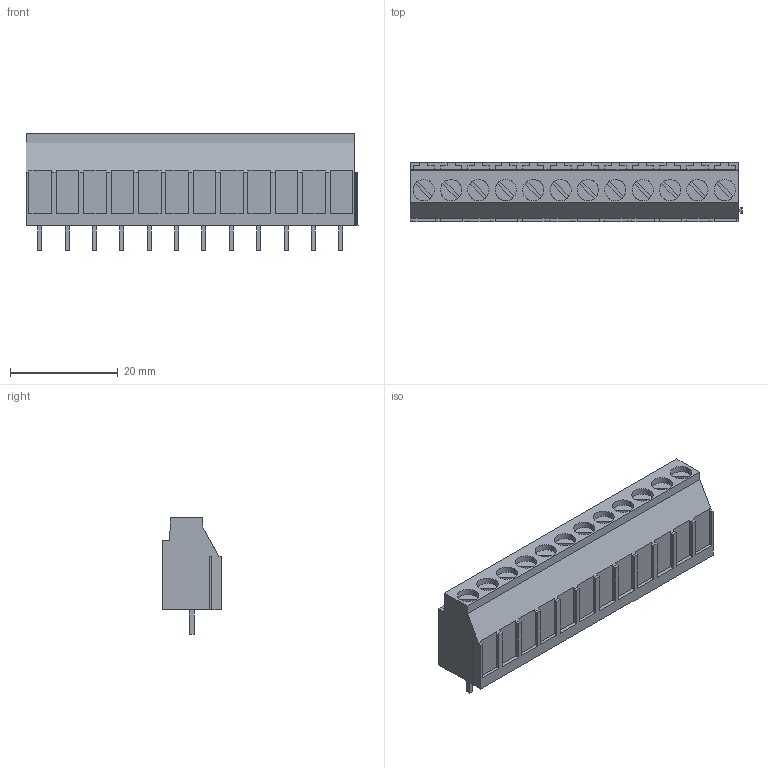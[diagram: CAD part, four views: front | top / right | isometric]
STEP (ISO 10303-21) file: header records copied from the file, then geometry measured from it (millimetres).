
FILE_DESCRIPTION(('CATIA V5 STEP Exchange','CAx-IF Rec.Pracs.--- Model Styling and Organization---1.4--- 2014-01-23'),'2;1');
FILE_NAME ('348642-1_0_2567230000_2567230000.stp','2021-07-21T07:49:57+00:00',('none'),('Weidmueller'),'CATIA Version 5-6 Release 2016 SP3 HF44','CATIA V5 STEP AP214','none');
FILE_SCHEMA(('AUTOMOTIVE_DESIGN { 1 0 10303 214 1 1 1 1 }'));
Length unit declared in the file: millimetre
Products named in the file (1): 2567230000
Bounding box: 61.61 x 11 x 21.6 mm (x, y, z)
Volume: 8867.8 mm3; surface area: 6114.6 mm2
Topology: 25 solids, 25 shells, 615 faces, 1563 edges, 1034 vertices
Faces by surface type: plane 567, cylinder 48
Entity records: 18245 total; most frequent: CARTESIAN_POINT 3299, ORIENTED_EDGE 3126, DIRECTION 2507, EDGE_CURVE 1563, VECTOR 1419, LINE 1419, VERTEX_POINT 1034, EDGE_LOOP 651
